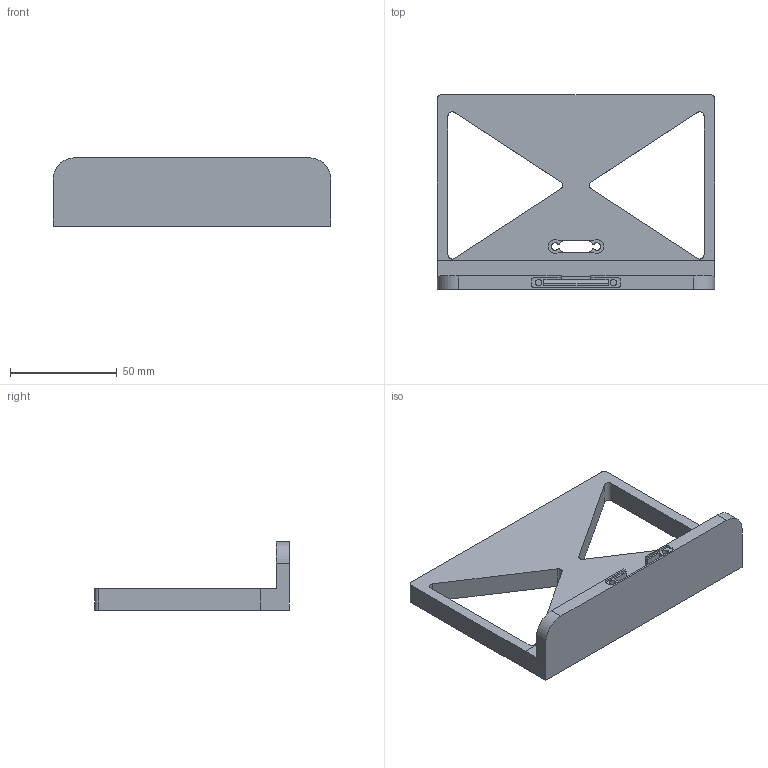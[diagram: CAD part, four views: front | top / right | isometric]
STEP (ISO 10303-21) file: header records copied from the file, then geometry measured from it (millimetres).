
FILE_DESCRIPTION(/* description */ (''),/* implementation_level */ '2;1');
FILE_NAME(/* name */ 'esp-module-ou-dock-wall-top.step',/* time_stamp */ '2024-07-10T08:53:05+02:00',/* author */ (''),/* organization */ (''),/* preprocessor_version */ 'ST-DEVELOPER v20',/* originating_system */ 'Autodesk Translation Framework v13.14.0.145',/* authorisation */ '');
FILE_SCHEMA (('AUTOMOTIVE_DESIGN { 1 0 10303 214 3 1 1 }'));
Length unit declared in the file: millimetre
Products named in the file (1): esp-module-ou-dock-wall-top
Bounding box: 130 x 91.2 x 32 mm (x, y, z)
Volume: 91835.5 mm3; surface area: 35188.8 mm2
Topology: 2 solids, 2 shells, 82 faces, 222 edges, 147 vertices
Faces by surface type: plane 44, cylinder 38
Full cylindrical faces by diameter (mm): 3 x2, 4 x2, 6.1 x2
Entity records: 2659 total; most frequent: DIRECTION 466, CARTESIAN_POINT 452, ORIENTED_EDGE 444, EDGE_CURVE 222, AXIS2_PLACEMENT_3D 161, VERTEX_POINT 147, LINE 144, VECTOR 144
